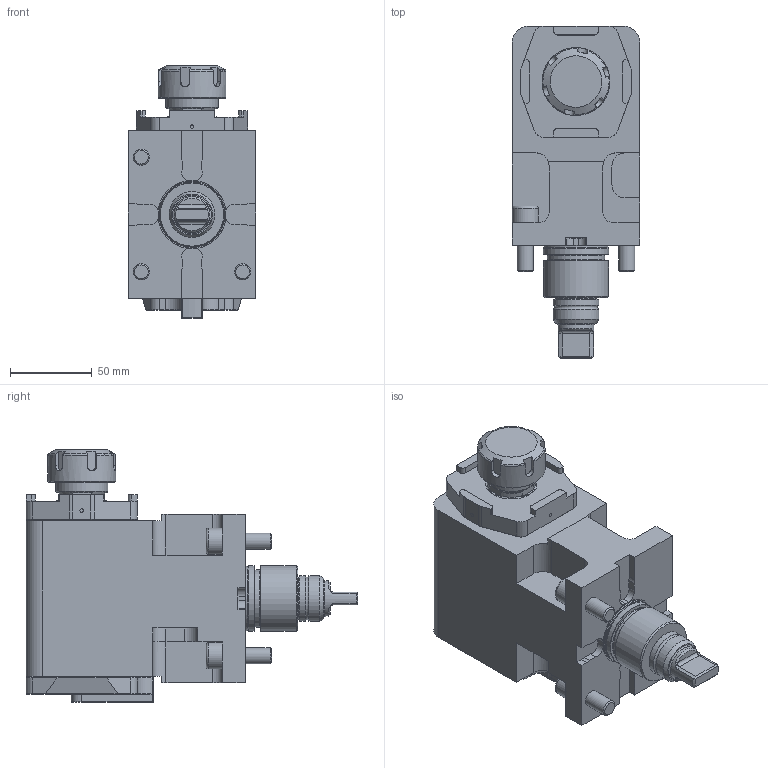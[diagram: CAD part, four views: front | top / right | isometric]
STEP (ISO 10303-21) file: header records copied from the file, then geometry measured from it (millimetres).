
FILE_DESCRIPTION (( 'STEP AP214' ), '1' );
FILE_NAME ('RRPPH25331UNZ.STEP', '2025-07-11T07:33:47', ( '' ), ( '' ), 'SwSTEP 2.0', 'SolidWorks 2023', '' );
FILE_SCHEMA (( 'AUTOMOTIVE_DESIGN' ));
Length unit declared in the file: millimetre
Products named in the file (1): RRPPH25331UNZ
Bounding box: 78 x 202.8 x 154.53 mm (x, y, z)
Volume: 1110244 mm3; surface area: 89423.1 mm2
Topology: 1 solids, 1 shells, 641 faces, 1716 edges, 1125 vertices
Faces by surface type: plane 386, cylinder 114, bspline 76, cone 42, torus 23
Full cylindrical faces by diameter (mm): 1.7 x1, 2.1 x1, 6.366 x1, 10 x3, 16 x3, 22 x1, 25 x1, 28 x2, 32 x1, 35.1 x1, 39.5 x1, 39.8 x1, 39.9 x1, 41.5 x1
Entity records: 27228 total; most frequent: CARTESIAN_POINT 8726, ORIENTED_EDGE 3312, DIRECTION 2815, EDGE_CURVE 1656, VERTEX_POINT 1108, LINE 1093, VECTOR 1093, AXIS2_PLACEMENT_3D 861
